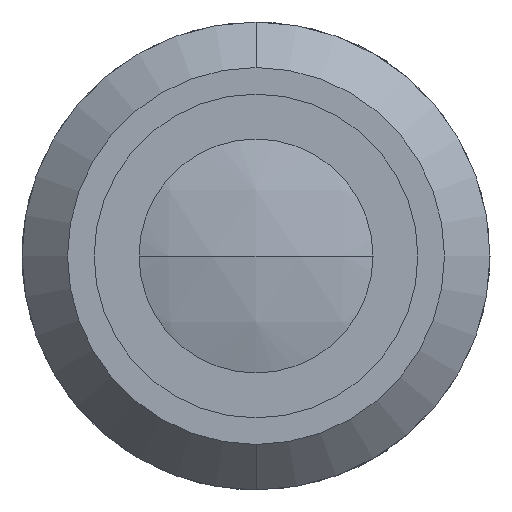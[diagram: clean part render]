
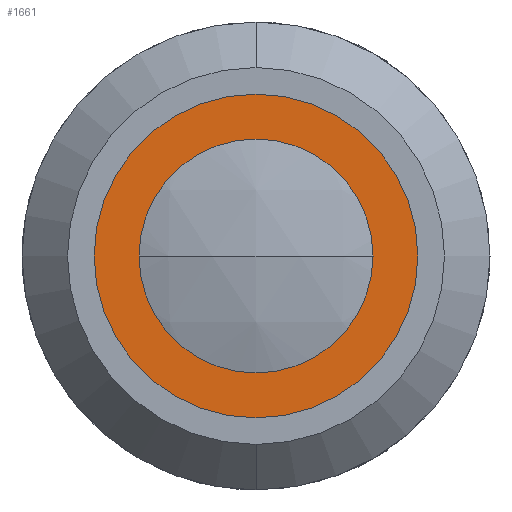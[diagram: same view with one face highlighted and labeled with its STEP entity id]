
A CAD part, left-side view. The second image highlights one B-rep face of the part: STEP entity #1661.
In plain terms, the highlighted planar face has unit normal (-1, 0, 0).
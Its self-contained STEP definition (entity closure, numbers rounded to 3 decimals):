
#56 = PLANE ( 'NONE',  #4045 ) ;
#139 = AXIS2_PLACEMENT_3D ( 'NONE', #3030, #4426, #277 ) ;
#211 = CIRCLE ( 'NONE', #139, 13.2 ) ;
#227 = DIRECTION ( 'NONE',  ( 0., 0., 1. ) ) ;
#277 = DIRECTION ( 'NONE',  ( 0., 0., 1. ) ) ;
#330 = FACE_BOUND ( 'NONE', #2117, .T. ) ;
#414 = ORIENTED_EDGE ( 'NONE', *, *, #2658, .F. ) ;
#556 = DIRECTION ( 'NONE',  ( -1., 0., 0. ) ) ;
#691 = VERTEX_POINT ( 'NONE', #1514 ) ;
#762 = DIRECTION ( 'NONE',  ( 1., 0., 0. ) ) ;
#826 = EDGE_CURVE ( 'NONE', #1338, #1299, #211, .T. ) ;
#1060 = VERTEX_POINT ( 'NONE', #2911 ) ;
#1095 = EDGE_LOOP ( 'NONE', ( #3099, #1269 ) ) ;
#1117 = CARTESIAN_POINT ( 'NONE',  ( 3.5, 0., -13.2 ) ) ;
#1132 = DIRECTION ( 'NONE',  ( 0., 0., -1. ) ) ;
#1269 = ORIENTED_EDGE ( 'NONE', *, *, #4107, .T. ) ;
#1299 = VERTEX_POINT ( 'NONE', #1117 ) ;
#1338 = VERTEX_POINT ( 'NONE', #2784 ) ;
#1514 = CARTESIAN_POINT ( 'NONE',  ( 3.5, 0., -9. ) ) ;
#1535 = CARTESIAN_POINT ( 'NONE',  ( 3.5, 0., 0. ) ) ;
#1614 = AXIS2_PLACEMENT_3D ( 'NONE', #1615, #2660, #4316 ) ;
#1615 = CARTESIAN_POINT ( 'NONE',  ( 3.5, 0., 0. ) ) ;
#1661 = ADVANCED_FACE ( 'NONE', ( #330, #3170 ), #56, .F. ) ;
#1720 = CARTESIAN_POINT ( 'NONE',  ( 3.5, 13.2, 0. ) ) ;
#2052 = AXIS2_PLACEMENT_3D ( 'NONE', #1535, #556, #227 ) ;
#2117 = EDGE_LOOP ( 'NONE', ( #414, #2329 ) ) ;
#2329 = ORIENTED_EDGE ( 'NONE', *, *, #4112, .F. ) ;
#2375 = DIRECTION ( 'NONE',  ( -1., 0., 0. ) ) ;
#2634 = CIRCLE ( 'NONE', #1614, 9. ) ;
#2658 = EDGE_CURVE ( 'NONE', #1060, #691, #2677, .T. ) ;
#2660 = DIRECTION ( 'NONE',  ( -1., 0., 0. ) ) ;
#2677 = CIRCLE ( 'NONE', #2822, 9. ) ;
#2761 = DIRECTION ( 'NONE',  ( 0., 0., 1. ) ) ;
#2784 = CARTESIAN_POINT ( 'NONE',  ( 3.5, 0., 13.2 ) ) ;
#2822 = AXIS2_PLACEMENT_3D ( 'NONE', #4457, #2375, #2761 ) ;
#2911 = CARTESIAN_POINT ( 'NONE',  ( 3.5, 0., 9. ) ) ;
#3030 = CARTESIAN_POINT ( 'NONE',  ( 3.5, 0., 0. ) ) ;
#3099 = ORIENTED_EDGE ( 'NONE', *, *, #826, .T. ) ;
#3170 = FACE_OUTER_BOUND ( 'NONE', #1095, .T. ) ;
#4045 = AXIS2_PLACEMENT_3D ( 'NONE', #1720, #762, #1132 ) ;
#4107 = EDGE_CURVE ( 'NONE', #1299, #1338, #4242, .T. ) ;
#4112 = EDGE_CURVE ( 'NONE', #691, #1060, #2634, .T. ) ;
#4242 = CIRCLE ( 'NONE', #2052, 13.2 ) ;
#4316 = DIRECTION ( 'NONE',  ( 0., 0., 1. ) ) ;
#4426 = DIRECTION ( 'NONE',  ( -1., 0., 0. ) ) ;
#4457 = CARTESIAN_POINT ( 'NONE',  ( 3.5, 0., 0. ) ) ;
